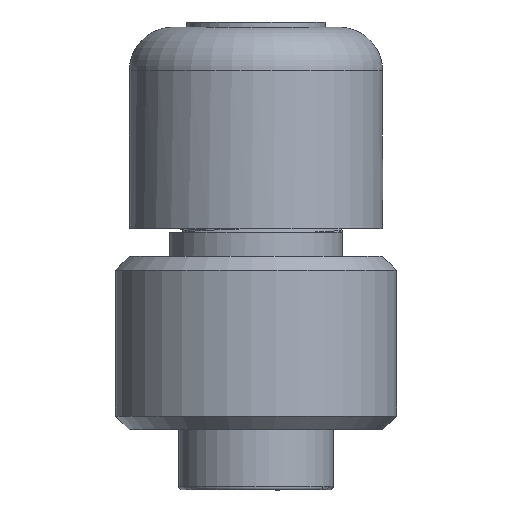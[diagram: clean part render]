
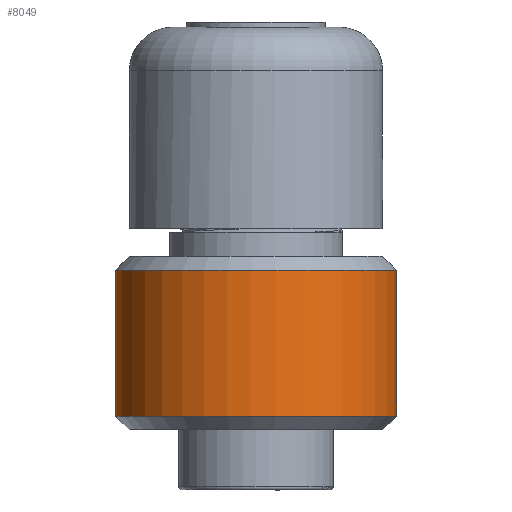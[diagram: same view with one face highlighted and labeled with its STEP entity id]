
A CAD part, front view. The second image highlights one B-rep face of the part: STEP entity #8049.
In plain terms, the highlighted cylindrical face has radius 10.287 mm (diameter 20.574 mm), a full revolution.
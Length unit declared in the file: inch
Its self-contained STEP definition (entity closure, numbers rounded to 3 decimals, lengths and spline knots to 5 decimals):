
#1142=CYLINDRICAL_SURFACE('',#8665,0.405);
#1403=FACE_BOUND('',#2239,.T.);
#1638=FACE_OUTER_BOUND('',#2238,.T.);
#2238=EDGE_LOOP('',(#5321));
#2239=EDGE_LOOP('',(#5322));
#3071=CIRCLE('',#8664,0.405);
#3072=CIRCLE('',#8666,0.405);
#3634=VERTEX_POINT('',#12380);
#3635=VERTEX_POINT('',#12383);
#4292=EDGE_CURVE('',#3634,#3634,#3071,.T.);
#4293=EDGE_CURVE('',#3635,#3635,#3072,.T.);
#5321=ORIENTED_EDGE('',*,*,#4293,.F.);
#5322=ORIENTED_EDGE('',*,*,#4292,.F.);
#8049=ADVANCED_FACE('',(#1638,#1403),#1142,.T.);
#8664=AXIS2_PLACEMENT_3D('',#12381,#9793,#9794);
#8665=AXIS2_PLACEMENT_3D('',#12382,#9795,#9796);
#8666=AXIS2_PLACEMENT_3D('',#12384,#9797,#9798);
#9793=DIRECTION('center_axis',(0.,0.,
1.));
#9794=DIRECTION('ref_axis',(-0.205,-0.979,0.));
#9795=DIRECTION('center_axis',(0.,0.,
-1.));
#9796=DIRECTION('ref_axis',(-0.205,-0.979,0.));
#9797=DIRECTION('center_axis',(0.,0.,
-1.));
#9798=DIRECTION('ref_axis',(-0.205,-0.979,0.));
#12380=CARTESIAN_POINT('',(0.0831,0.39638,0.633));
#12381=CARTESIAN_POINT('Origin',(0.,0.,
0.633));
#12382=CARTESIAN_POINT('Origin',(0.,0.,
0.423));
#12383=CARTESIAN_POINT('',(0.0831,0.39638,0.213));
#12384=CARTESIAN_POINT('Origin',(0.,0.,
0.213));
